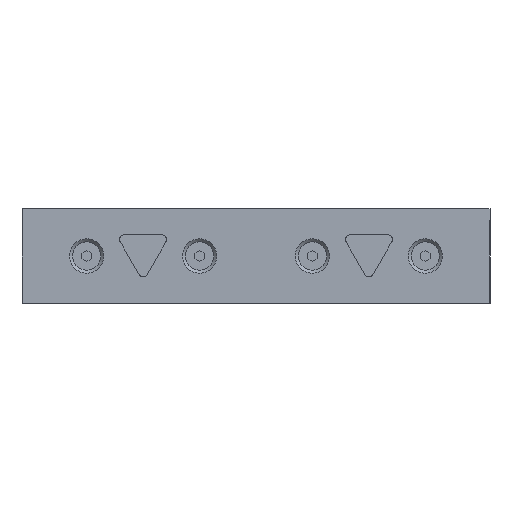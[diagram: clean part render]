
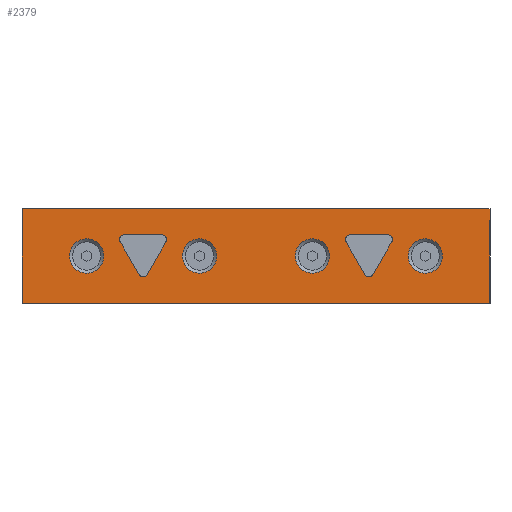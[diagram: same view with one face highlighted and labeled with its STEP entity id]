
A CAD part, front view. The second image highlights one B-rep face of the part: STEP entity #2379.
In plain terms, the highlighted planar face has unit normal (0, -1, 0).
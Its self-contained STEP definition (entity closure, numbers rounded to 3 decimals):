
#63=FACE_BOUND('',#456,.T.);
#64=FACE_BOUND('',#457,.T.);
#65=FACE_BOUND('',#458,.T.);
#66=FACE_BOUND('',#459,.T.);
#67=FACE_BOUND('',#460,.T.);
#68=FACE_BOUND('',#461,.T.);
#141=PLANE('',#2627);
#274=FACE_OUTER_BOUND('',#455,.T.);
#455=EDGE_LOOP('',(#1855,#1856,#1857,#1858));
#456=EDGE_LOOP('',(#1859,#1860,#1861,#1862,#1863,#1864));
#457=EDGE_LOOP('',(#1865,#1866,#1867,#1868,#1869,#1870));
#458=EDGE_LOOP('',(#1871));
#459=EDGE_LOOP('',(#1872));
#460=EDGE_LOOP('',(#1873));
#461=EDGE_LOOP('',(#1874));
#632=LINE('',#3818,#815);
#635=LINE('',#3823,#818);
#638=LINE('',#3828,#821);
#640=LINE('',#3831,#823);
#641=LINE('',#3838,#824);
#642=LINE('',#3842,#825);
#643=LINE('',#3845,#826);
#644=LINE('',#3850,#827);
#645=LINE('',#3854,#828);
#646=LINE('',#3857,#829);
#815=VECTOR('',#3152,10.);
#818=VECTOR('',#3157,10.);
#821=VECTOR('',#3162,10.);
#823=VECTOR('',#3166,10.);
#824=VECTOR('',#3173,10.);
#825=VECTOR('',#3176,10.);
#826=VECTOR('',#3179,10.);
#827=VECTOR('',#3182,10.);
#828=VECTOR('',#3185,10.);
#829=VECTOR('',#3188,10.);
#962=CIRCLE('',#2605,7.3);
#964=CIRCLE('',#2609,7.3);
#967=CIRCLE('',#2614,7.3);
#970=CIRCLE('',#2619,7.3);
#972=CIRCLE('',#2628,2.);
#973=CIRCLE('',#2629,2.);
#974=CIRCLE('',#2630,2.);
#975=CIRCLE('',#2631,2.);
#976=CIRCLE('',#2632,2.);
#977=CIRCLE('',#2633,2.);
#1119=VERTEX_POINT('',#3780);
#1121=VERTEX_POINT('',#3788);
#1124=VERTEX_POINT('',#3798);
#1127=VERTEX_POINT('',#3808);
#1129=VERTEX_POINT('',#3816);
#1130=VERTEX_POINT('',#3817);
#1131=VERTEX_POINT('',#3822);
#1132=VERTEX_POINT('',#3827);
#1133=VERTEX_POINT('',#3834);
#1134=VERTEX_POINT('',#3835);
#1135=VERTEX_POINT('',#3837);
#1136=VERTEX_POINT('',#3839);
#1137=VERTEX_POINT('',#3841);
#1138=VERTEX_POINT('',#3843);
#1139=VERTEX_POINT('',#3846);
#1140=VERTEX_POINT('',#3847);
#1141=VERTEX_POINT('',#3849);
#1142=VERTEX_POINT('',#3851);
#1143=VERTEX_POINT('',#3853);
#1144=VERTEX_POINT('',#3855);
#1370=EDGE_CURVE('',#1119,#1119,#962,.T.);
#1374=EDGE_CURVE('',#1121,#1121,#964,.T.);
#1379=EDGE_CURVE('',#1124,#1124,#967,.T.);
#1384=EDGE_CURVE('',#1127,#1127,#970,.T.);
#1388=EDGE_CURVE('',#1129,#1130,#632,.T.);
#1391=EDGE_CURVE('',#1130,#1131,#635,.T.);
#1394=EDGE_CURVE('',#1131,#1132,#638,.T.);
#1396=EDGE_CURVE('',#1132,#1129,#640,.T.);
#1397=EDGE_CURVE('',#1133,#1134,#972,.T.);
#1398=EDGE_CURVE('',#1134,#1135,#641,.T.);
#1399=EDGE_CURVE('',#1135,#1136,#973,.T.);
#1400=EDGE_CURVE('',#1136,#1137,#642,.T.);
#1401=EDGE_CURVE('',#1137,#1138,#974,.T.);
#1402=EDGE_CURVE('',#1138,#1133,#643,.T.);
#1403=EDGE_CURVE('',#1139,#1140,#975,.T.);
#1404=EDGE_CURVE('',#1140,#1141,#644,.T.);
#1405=EDGE_CURVE('',#1141,#1142,#976,.T.);
#1406=EDGE_CURVE('',#1142,#1143,#645,.T.);
#1407=EDGE_CURVE('',#1143,#1144,#977,.T.);
#1408=EDGE_CURVE('',#1144,#1139,#646,.T.);
#1855=ORIENTED_EDGE('',*,*,#1388,.F.);
#1856=ORIENTED_EDGE('',*,*,#1396,.F.);
#1857=ORIENTED_EDGE('',*,*,#1394,.F.);
#1858=ORIENTED_EDGE('',*,*,#1391,.F.);
#1859=ORIENTED_EDGE('',*,*,#1397,.T.);
#1860=ORIENTED_EDGE('',*,*,#1398,.T.);
#1861=ORIENTED_EDGE('',*,*,#1399,.T.);
#1862=ORIENTED_EDGE('',*,*,#1400,.T.);
#1863=ORIENTED_EDGE('',*,*,#1401,.T.);
#1864=ORIENTED_EDGE('',*,*,#1402,.T.);
#1865=ORIENTED_EDGE('',*,*,#1403,.T.);
#1866=ORIENTED_EDGE('',*,*,#1404,.T.);
#1867=ORIENTED_EDGE('',*,*,#1405,.T.);
#1868=ORIENTED_EDGE('',*,*,#1406,.T.);
#1869=ORIENTED_EDGE('',*,*,#1407,.T.);
#1870=ORIENTED_EDGE('',*,*,#1408,.T.);
#1871=ORIENTED_EDGE('',*,*,#1370,.T.);
#1872=ORIENTED_EDGE('',*,*,#1374,.T.);
#1873=ORIENTED_EDGE('',*,*,#1379,.T.);
#1874=ORIENTED_EDGE('',*,*,#1384,.T.);
#2379=ADVANCED_FACE('',(#274,#63,#64,#65,#66,#67,#68),#141,.T.);
#2605=AXIS2_PLACEMENT_3D('',#3781,#3108,#3109);
#2609=AXIS2_PLACEMENT_3D('',#3789,#3118,#3119);
#2614=AXIS2_PLACEMENT_3D('',#3799,#3130,#3131);
#2619=AXIS2_PLACEMENT_3D('',#3809,#3142,#3143);
#2627=AXIS2_PLACEMENT_3D('',#3833,#3169,#3170);
#2628=AXIS2_PLACEMENT_3D('',#3836,#3171,#3172);
#2629=AXIS2_PLACEMENT_3D('',#3840,#3174,#3175);
#2630=AXIS2_PLACEMENT_3D('',#3844,#3177,#3178);
#2631=AXIS2_PLACEMENT_3D('',#3848,#3180,#3181);
#2632=AXIS2_PLACEMENT_3D('',#3852,#3183,#3184);
#2633=AXIS2_PLACEMENT_3D('',#3856,#3186,#3187);
#3108=DIRECTION('center_axis',(0.,1.,0.));
#3109=DIRECTION('ref_axis',(1.,0.,0.));
#3118=DIRECTION('center_axis',(0.,1.,0.));
#3119=DIRECTION('ref_axis',(1.,0.,0.));
#3130=DIRECTION('center_axis',(0.,1.,0.));
#3131=DIRECTION('ref_axis',(1.,0.,0.));
#3142=DIRECTION('center_axis',(0.,1.,0.));
#3143=DIRECTION('ref_axis',(1.,0.,0.));
#3152=DIRECTION('',(0.,0.,1.));
#3157=DIRECTION('',(1.,0.,0.));
#3162=DIRECTION('',(0.,0.,-1.));
#3166=DIRECTION('',(-1.,0.,0.));
#3169=DIRECTION('center_axis',(0.,-1.,0.));
#3170=DIRECTION('ref_axis',(1.,0.,0.));
#3171=DIRECTION('center_axis',(0.,1.,0.));
#3172=DIRECTION('ref_axis',(0.,0.,-1.));
#3173=DIRECTION('',(-0.5,0.,0.866));
#3174=DIRECTION('center_axis',(0.,1.,0.));
#3175=DIRECTION('ref_axis',(-0.866,0.,0.5));
#3176=DIRECTION('',(1.,0.,0.));
#3177=DIRECTION('center_axis',(0.,1.,0.));
#3178=DIRECTION('ref_axis',(0.866,0.,0.5));
#3179=DIRECTION('',(-0.5,0.,-0.866));
#3180=DIRECTION('center_axis',(0.,1.,0.));
#3181=DIRECTION('ref_axis',(0.,0.,-1.));
#3182=DIRECTION('',(-0.5,0.,0.866));
#3183=DIRECTION('center_axis',(0.,1.,0.));
#3184=DIRECTION('ref_axis',(-0.866,0.,0.5));
#3185=DIRECTION('',(1.,0.,0.));
#3186=DIRECTION('center_axis',(0.,1.,0.));
#3187=DIRECTION('ref_axis',(0.866,0.,0.5));
#3188=DIRECTION('',(-0.5,0.,-0.866));
#3780=CARTESIAN_POINT('',(64.7,-10.,0.));
#3781=CARTESIAN_POINT('Origin',(72.,-10.,0.));
#3788=CARTESIAN_POINT('',(16.7,-10.,0.));
#3789=CARTESIAN_POINT('Origin',(24.,-10.,0.));
#3798=CARTESIAN_POINT('',(-31.3,-10.,0.));
#3799=CARTESIAN_POINT('Origin',(-24.,-10.,0.));
#3808=CARTESIAN_POINT('',(-79.3,-10.,0.));
#3809=CARTESIAN_POINT('Origin',(-72.,-10.,0.));
#3816=CARTESIAN_POINT('',(-99.5,-10.,-20.));
#3817=CARTESIAN_POINT('',(-99.5,-10.,20.));
#3818=CARTESIAN_POINT('',(-99.5,-10.,20.));
#3822=CARTESIAN_POINT('',(99.5,-10.,20.));
#3823=CARTESIAN_POINT('',(99.5,-10.,20.));
#3827=CARTESIAN_POINT('',(99.5,-10.,-20.));
#3828=CARTESIAN_POINT('',(99.5,-10.,-20.));
#3831=CARTESIAN_POINT('',(-99.5,-10.,-20.));
#3833=CARTESIAN_POINT('Origin',(0.,-10.,0.));
#3834=CARTESIAN_POINT('',(49.732,-10.,-7.832));
#3835=CARTESIAN_POINT('',(46.268,-10.,-7.832));
#3836=CARTESIAN_POINT('Origin',(48.,-10.,-6.832));
#3837=CARTESIAN_POINT('',(38.282,-10.,6.));
#3838=CARTESIAN_POINT('',(39.655,-10.,3.622));
#3839=CARTESIAN_POINT('',(40.014,-10.,9.));
#3840=CARTESIAN_POINT('Origin',(40.014,-10.,7.));
#3841=CARTESIAN_POINT('',(55.986,-10.,9.));
#3842=CARTESIAN_POINT('',(18.275,-10.,9.));
#3843=CARTESIAN_POINT('',(57.718,-10.,6.));
#3844=CARTESIAN_POINT('Origin',(55.986,-10.,7.));
#3845=CARTESIAN_POINT('',(50.07,-10.,-7.246));
#3846=CARTESIAN_POINT('',(-46.268,-10.,-7.832));
#3847=CARTESIAN_POINT('',(-49.732,-10.,-7.832));
#3848=CARTESIAN_POINT('Origin',(-48.,-10.,-6.832));
#3849=CARTESIAN_POINT('',(-57.718,-10.,6.));
#3850=CARTESIAN_POINT('',(-44.345,-10.,-17.162));
#3851=CARTESIAN_POINT('',(-55.986,-10.,9.));
#3852=CARTESIAN_POINT('Origin',(-55.986,-10.,7.));
#3853=CARTESIAN_POINT('',(-40.014,-10.,9.));
#3854=CARTESIAN_POINT('',(-29.725,-10.,9.));
#3855=CARTESIAN_POINT('',(-38.282,-10.,6.));
#3856=CARTESIAN_POINT('Origin',(-40.014,-10.,7.));
#3857=CARTESIAN_POINT('',(-33.93,-10.,13.538));
